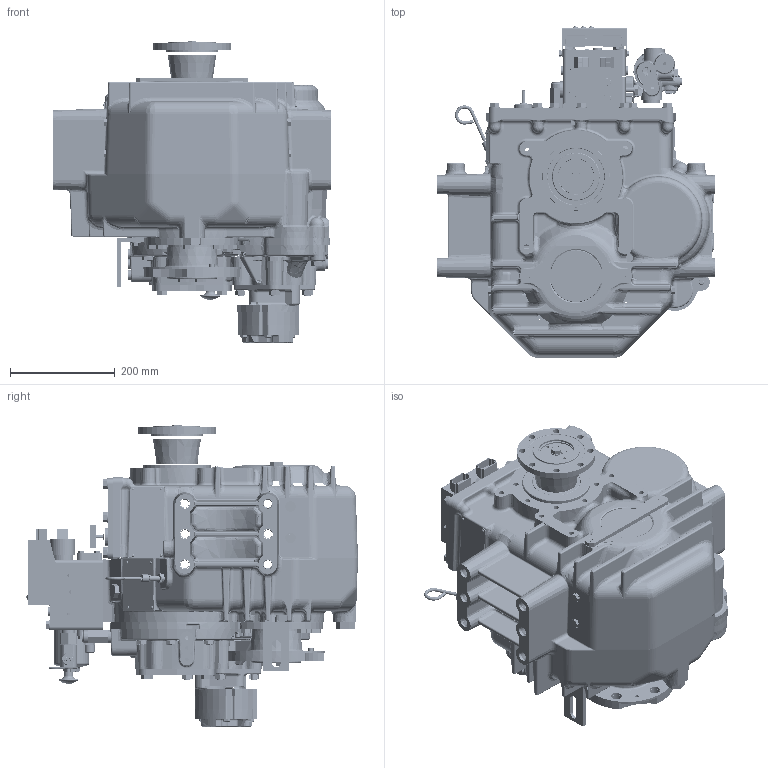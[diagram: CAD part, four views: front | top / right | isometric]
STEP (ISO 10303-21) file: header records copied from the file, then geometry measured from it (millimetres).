
FILE_DESCRIPTION (( 'STEP AP214' ), '1' );
FILE_NAME ('PX13023C.STEP', '2016-05-11T08:08:25', ( '' ), ( '' ), 'SwSTEP 2.0', 'SolidWorks 2010', '' );
FILE_SCHEMA (( 'AUTOMOTIVE_DESIGN' ));
Length unit declared in the file: millimetre
Products named in the file (1): PX13023C
Bounding box: 530 x 634.24 x 577.71 mm (x, y, z)
Surface area: 2370860 mm2 (no closed solid volume)
Topology: 0 solids, 310 shells, 4337 faces, 16290 edges, 11827 vertices
Faces by surface type: plane 1387, cylinder 1132, bspline 918, cone 381, torus 339, sphere 180
Entity records: 304590 total; most frequent: CARTESIAN_POINT 130046, ORIENTED_EDGE 24831, DIRECTION 24509, EDGE_CURVE 16184, VERTEX_POINT 11811, AXIS2_PLACEMENT_3D 9264, VECTOR 5981, LINE 5981
